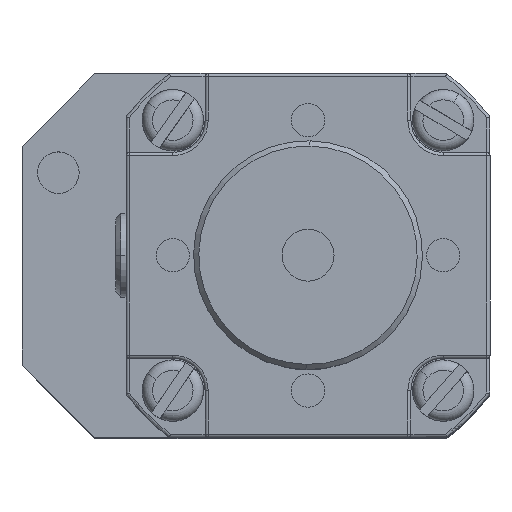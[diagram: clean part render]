
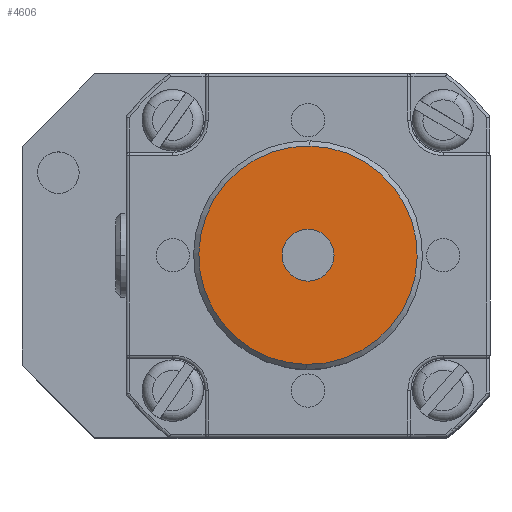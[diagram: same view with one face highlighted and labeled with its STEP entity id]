
A CAD part, top view. The second image highlights one B-rep face of the part: STEP entity #4606.
In plain terms, the highlighted planar face has unit normal (0, 0, 1).
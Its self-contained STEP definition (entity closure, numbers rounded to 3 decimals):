
#92 = VERTEX_POINT ( 'NONE', #4785 ) ;
#582 = EDGE_CURVE ( 'NONE', #16772, #2082, #3036, .T. ) ;
#851 = FACE_OUTER_BOUND ( 'NONE', #1265, .T. ) ;
#1265 = EDGE_LOOP ( 'NONE', ( #12067, #14022 ) ) ;
#1509 = CIRCLE ( 'NONE', #9525, 10.5 ) ;
#1890 = CARTESIAN_POINT ( 'NONE',  ( 0., 0., 80.4 ) ) ;
#1934 = VERTEX_POINT ( 'NONE', #2083 ) ;
#2082 = VERTEX_POINT ( 'NONE', #13937 ) ;
#2083 = CARTESIAN_POINT ( 'NONE',  ( -0.186, -10.498, 80.4 ) ) ;
#2126 = FACE_BOUND ( 'NONE', #9420, .T. ) ;
#3036 = CIRCLE ( 'NONE', #16634, 2.5 ) ;
#3089 = DIRECTION ( 'NONE',  ( 1., 0., 0. ) ) ;
#3494 = EDGE_CURVE ( 'NONE', #2082, #16772, #5438, .T. ) ;
#3506 = AXIS2_PLACEMENT_3D ( 'NONE', #1890, #7172, #12481 ) ;
#4572 = DIRECTION ( 'NONE',  ( 0., 0., 1. ) ) ;
#4580 = DIRECTION ( 'NONE',  ( 0., 0., 1. ) ) ;
#4585 = DIRECTION ( 'NONE',  ( 0., 0., 1. ) ) ;
#4606 = ADVANCED_FACE ( 'Defeatured_0_285', ( #2126, #851 ), #12730, .T. ) ;
#4746 = DIRECTION ( 'NONE',  ( -0.018, -1., 0. ) ) ;
#4785 = CARTESIAN_POINT ( 'NONE',  ( 0.186, 10.498, 80.4 ) ) ;
#5438 = CIRCLE ( 'NONE', #6546, 2.5 ) ;
#6546 = AXIS2_PLACEMENT_3D ( 'NONE', #15246, #7312, #12984 ) ;
#6902 = CARTESIAN_POINT ( 'NONE',  ( 0., 0., 80.4 ) ) ;
#7153 = CARTESIAN_POINT ( 'NONE',  ( 0., 0., 80.4 ) ) ;
#7172 = DIRECTION ( 'NONE',  ( 0., 0., 1. ) ) ;
#7312 = DIRECTION ( 'NONE',  ( 0., 0., 1. ) ) ;
#8235 = CIRCLE ( 'NONE', #3506, 10.5 ) ;
#9324 = EDGE_CURVE ( 'NONE', #1934, #92, #8235, .T. ) ;
#9420 = EDGE_LOOP ( 'NONE', ( #16742, #9651 ) ) ;
#9525 = AXIS2_PLACEMENT_3D ( 'NONE', #13774, #4585, #12223 ) ;
#9651 = ORIENTED_EDGE ( 'NONE', *, *, #3494, .F. ) ;
#10431 = CARTESIAN_POINT ( 'NONE',  ( 2.5, 0., 80.4 ) ) ;
#12067 = ORIENTED_EDGE ( 'NONE', *, *, #14610, .T. ) ;
#12223 = DIRECTION ( 'NONE',  ( -0.018, -1., 0. ) ) ;
#12481 = DIRECTION ( 'NONE',  ( -0.018, -1., 0. ) ) ;
#12730 = PLANE ( 'NONE',  #15677 ) ;
#12984 = DIRECTION ( 'NONE',  ( 1., 0., 0. ) ) ;
#13774 = CARTESIAN_POINT ( 'NONE',  ( 0., 0., 80.4 ) ) ;
#13937 = CARTESIAN_POINT ( 'NONE',  ( -2.5, 0., 80.4 ) ) ;
#14022 = ORIENTED_EDGE ( 'NONE', *, *, #9324, .T. ) ;
#14610 = EDGE_CURVE ( 'NONE', #92, #1934, #1509, .T. ) ;
#15246 = CARTESIAN_POINT ( 'NONE',  ( 0., 0., 80.4 ) ) ;
#15677 = AXIS2_PLACEMENT_3D ( 'NONE', #7153, #4580, #4746 ) ;
#16634 = AXIS2_PLACEMENT_3D ( 'NONE', #6902, #4572, #3089 ) ;
#16742 = ORIENTED_EDGE ( 'NONE', *, *, #582, .F. ) ;
#16772 = VERTEX_POINT ( 'NONE', #10431 ) ;
